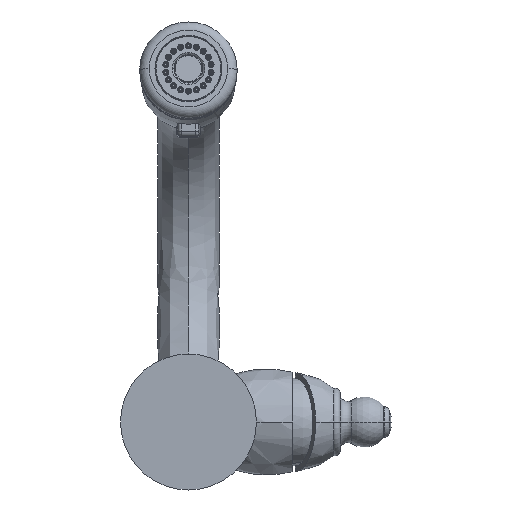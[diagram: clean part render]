
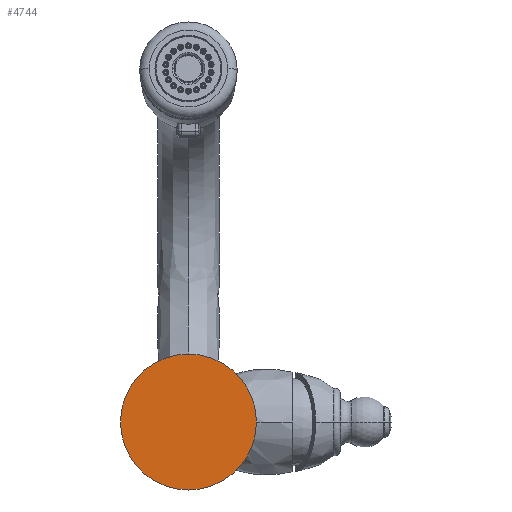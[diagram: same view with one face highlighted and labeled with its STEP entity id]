
A CAD part, front view. The second image highlights one B-rep face of the part: STEP entity #4744.
In plain terms, the highlighted planar face has unit normal (0, -1, 0).
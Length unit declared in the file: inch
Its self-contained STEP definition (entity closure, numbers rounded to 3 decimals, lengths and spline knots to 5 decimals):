
#272=CARTESIAN_POINT('',(0.,-0.61,0.));
#273=DIRECTION('',(0.,-1.,0.));
#274=DIRECTION('',(-1.,0.,0.));
#275=AXIS2_PLACEMENT_3D('',#272,#273,#274);
#290=CARTESIAN_POINT('',(0.,-0.61,0.));
#291=DIRECTION('',(0.,1.,0.));
#292=DIRECTION('',(-1.,0.,0.));
#293=AXIS2_PLACEMENT_3D('',#290,#291,#292);
#4197=CARTESIAN_POINT('',(-1.26,-0.61,0.));
#4198=CARTESIAN_POINT('',(1.26,-0.61,0.));
#4199=VERTEX_POINT('',#4197);
#4200=VERTEX_POINT('',#4198);
#4734=CARTESIAN_POINT('',(0.,-0.61,0.));
#4735=DIRECTION('',(0.,1.,0.));
#4736=DIRECTION('',(1.,0.,0.));
#4737=AXIS2_PLACEMENT_3D('',#4734,#4735,#4736);
#4738=PLANE('',#4737);
#4740=ORIENTED_EDGE('',*,*,#4739,.T.);
#4741=ORIENTED_EDGE('',*,*,#4724,.F.);
#4742=EDGE_LOOP('',(#4740,#4741));
#4743=FACE_OUTER_BOUND('',#4742,.F.);
#4744=ADVANCED_FACE('',(#4743),#4738,.F.);
#276=CIRCLE('',#275,1.26);
#294=CIRCLE('',#293,1.26);
#4724=EDGE_CURVE('',#4199,#4200,#276,.T.);
#4739=EDGE_CURVE('',#4199,#4200,#294,.T.);
